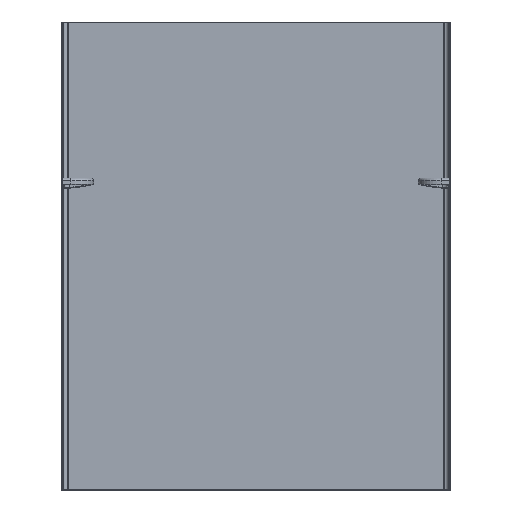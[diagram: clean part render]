
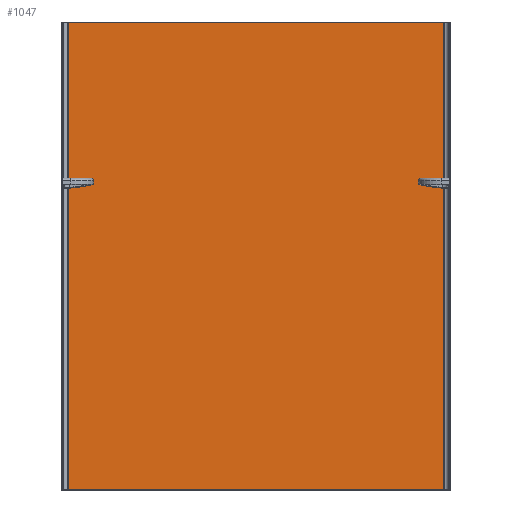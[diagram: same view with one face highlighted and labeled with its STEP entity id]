
A CAD part, top view. The second image highlights one B-rep face of the part: STEP entity #1047.
In plain terms, the highlighted planar face has unit normal (0, 0, 1).
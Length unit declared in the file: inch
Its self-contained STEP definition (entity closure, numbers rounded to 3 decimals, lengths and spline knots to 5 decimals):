
#148 = DIRECTION ( 'NONE',  ( 1., 0., 0. ) ) ;
#199 = CARTESIAN_POINT ( 'NONE',  ( 30., 36., 0.115 ) ) ;
#272 = CARTESIAN_POINT ( 'NONE',  ( -30., -36., 0.115 ) ) ;
#279 = DIRECTION ( 'NONE',  ( 0., 0., 1. ) ) ;
#287 = ORIENTED_EDGE ( 'NONE', *, *, #1981, .T. ) ;
#320 = ORIENTED_EDGE ( 'NONE', *, *, #2151, .T. ) ;
#503 = VERTEX_POINT ( 'NONE', #272 ) ;
#518 = VECTOR ( 'NONE', #148, 39.37008 ) ;
#646 = CARTESIAN_POINT ( 'NONE',  ( -30., 36., 0.115 ) ) ;
#833 = CARTESIAN_POINT ( 'NONE',  ( 30., -36., 0.115 ) ) ;
#836 = CARTESIAN_POINT ( 'NONE',  ( 30., 36., 0.115 ) ) ;
#889 = LINE ( 'NONE', #2357, #1926 ) ;
#945 = VECTOR ( 'NONE', #1471, 39.37008 ) ;
#1047 = ADVANCED_FACE ( 'NONE', ( #1694 ), #2546, .T. ) ;
#1091 = LINE ( 'NONE', #1551, #518 ) ;
#1263 = CARTESIAN_POINT ( 'NONE',  ( -30., 36., 0.115 ) ) ;
#1332 = DIRECTION ( 'NONE',  ( -1., 0., 0. ) ) ;
#1426 = VERTEX_POINT ( 'NONE', #199 ) ;
#1461 = DIRECTION ( 'NONE',  ( 0., 1., 0. ) ) ;
#1471 = DIRECTION ( 'NONE',  ( 0., -1., 0. ) ) ;
#1546 = ORIENTED_EDGE ( 'NONE', *, *, #2107, .T. ) ;
#1551 = CARTESIAN_POINT ( 'NONE',  ( -30., -36., 0.115 ) ) ;
#1663 = ORIENTED_EDGE ( 'NONE', *, *, #1757, .T. ) ;
#1685 = DIRECTION ( 'NONE',  ( 1., 0., 0. ) ) ;
#1686 = LINE ( 'NONE', #1263, #945 ) ;
#1694 = FACE_OUTER_BOUND ( 'NONE', #2022, .T. ) ;
#1757 = EDGE_CURVE ( 'NONE', #1426, #2069, #889, .T. ) ;
#1926 = VECTOR ( 'NONE', #1332, 39.37008 ) ;
#1981 = EDGE_CURVE ( 'NONE', #2288, #1426, #2460, .T. ) ;
#2022 = EDGE_LOOP ( 'NONE', ( #320, #1546, #287, #1663 ) ) ;
#2069 = VERTEX_POINT ( 'NONE', #646 ) ;
#2092 = CARTESIAN_POINT ( 'NONE',  ( 0., 0., 0.115 ) ) ;
#2107 = EDGE_CURVE ( 'NONE', #503, #2288, #1091, .T. ) ;
#2135 = VECTOR ( 'NONE', #1461, 39.37008 ) ;
#2151 = EDGE_CURVE ( 'NONE', #2069, #503, #1686, .T. ) ;
#2288 = VERTEX_POINT ( 'NONE', #833 ) ;
#2357 = CARTESIAN_POINT ( 'NONE',  ( -30., 36., 0.115 ) ) ;
#2460 = LINE ( 'NONE', #836, #2135 ) ;
#2525 = AXIS2_PLACEMENT_3D ( 'NONE', #2092, #279, #1685 ) ;
#2546 = PLANE ( 'NONE',  #2525 ) ;
